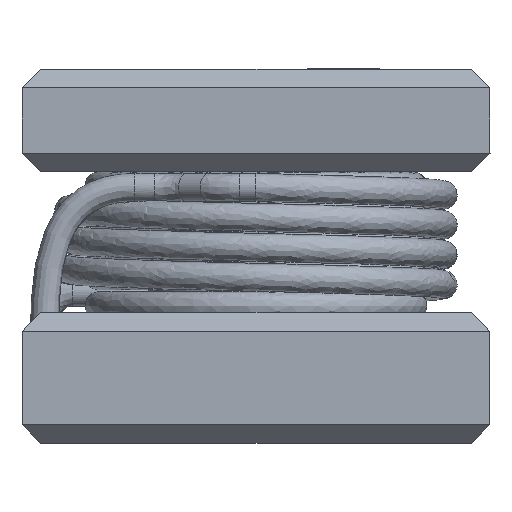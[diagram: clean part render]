
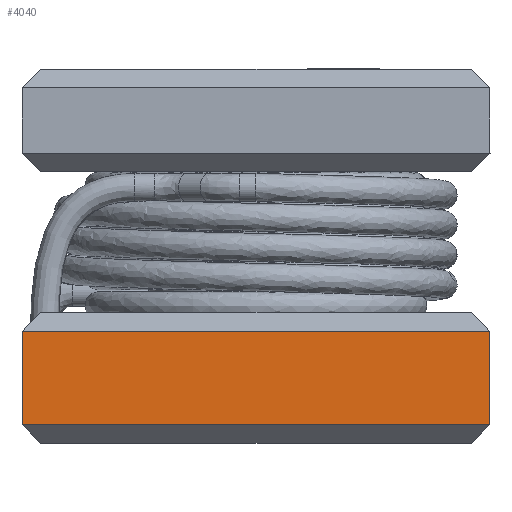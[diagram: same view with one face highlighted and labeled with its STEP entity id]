
A CAD part, front view. The second image highlights one B-rep face of the part: STEP entity #4040.
In plain terms, the highlighted planar face has unit normal (0, -1, 0).
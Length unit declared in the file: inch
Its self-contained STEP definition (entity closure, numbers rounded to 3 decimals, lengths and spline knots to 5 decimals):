
#208 = CARTESIAN_POINT ( 'NONE',  ( -5.40546, 0.92436, -0.01575 ) ) ;
#822 = LINE ( 'NONE', #2227, #5080 ) ;
#1446 = ORIENTED_EDGE ( 'NONE', *, *, #2851, .T. ) ;
#1597 = EDGE_CURVE ( 'NONE', #2555, #4528, #8146, .T. ) ;
#1791 = DIRECTION ( 'NONE',  ( 0., 0., 1. ) ) ;
#2144 = EDGE_CURVE ( 'NONE', #5141, #8384, #5047, .T. ) ;
#2210 = FACE_OUTER_BOUND ( 'NONE', #10241, .T. ) ;
#2227 = CARTESIAN_POINT ( 'NONE',  ( -5.40546, 0.92436, -0.03543 ) ) ;
#2555 = VERTEX_POINT ( 'NONE', #4577 ) ;
#2596 = CARTESIAN_POINT ( 'NONE',  ( -5.30703, 0.92436, -0.01575 ) ) ;
#2851 = EDGE_CURVE ( 'NONE', #2555, #5141, #822, .T. ) ;
#3178 = DIRECTION ( 'NONE',  ( 0., 0., 1. ) ) ;
#3459 = DIRECTION ( 'NONE',  ( 0., -1., 0. ) ) ;
#3714 = DIRECTION ( 'NONE',  ( 1., 0., 0. ) ) ;
#3773 = CARTESIAN_POINT ( 'NONE',  ( -5.30703, 0.92436, -0.01575 ) ) ;
#4040 = ADVANCED_FACE ( 'NONE', ( #2210 ), #4229, .T. ) ;
#4229 = PLANE ( 'NONE',  #10224 ) ;
#4433 = LINE ( 'NONE', #9164, #10185 ) ;
#4528 = VERTEX_POINT ( 'NONE', #208 ) ;
#4577 = CARTESIAN_POINT ( 'NONE',  ( -5.40546, 0.92436, -0.03543 ) ) ;
#5047 = LINE ( 'NONE', #2596, #8951 ) ;
#5080 = VECTOR ( 'NONE', #7745, 39.37008 ) ;
#5101 = CARTESIAN_POINT ( 'NONE',  ( -5.40546, 0.92436, -0.03543 ) ) ;
#5141 = VERTEX_POINT ( 'NONE', #6353 ) ;
#6074 = VECTOR ( 'NONE', #3178, 39.37008 ) ;
#6154 = ORIENTED_EDGE ( 'NONE', *, *, #8613, .F. ) ;
#6353 = CARTESIAN_POINT ( 'NONE',  ( -5.30703, 0.92436, -0.03543 ) ) ;
#6660 = ORIENTED_EDGE ( 'NONE', *, *, #2144, .T. ) ;
#7745 = DIRECTION ( 'NONE',  ( 1., 0., 0. ) ) ;
#8146 = LINE ( 'NONE', #5101, #6074 ) ;
#8151 = CARTESIAN_POINT ( 'NONE',  ( -5.40546, 0.92436, -0.01575 ) ) ;
#8384 = VERTEX_POINT ( 'NONE', #3773 ) ;
#8613 = EDGE_CURVE ( 'NONE', #4528, #8384, #4433, .T. ) ;
#8912 = DIRECTION ( 'NONE',  ( 1., 0., 0. ) ) ;
#8951 = VECTOR ( 'NONE', #1791, 39.37008 ) ;
#9164 = CARTESIAN_POINT ( 'NONE',  ( -5.33164, 0.92436, -0.01575 ) ) ;
#9447 = ORIENTED_EDGE ( 'NONE', *, *, #1597, .F. ) ;
#10185 = VECTOR ( 'NONE', #3714, 39.37008 ) ;
#10224 = AXIS2_PLACEMENT_3D ( 'NONE', #8151, #3459, #8912 ) ;
#10241 = EDGE_LOOP ( 'NONE', ( #1446, #6660, #6154, #9447 ) ) ;
